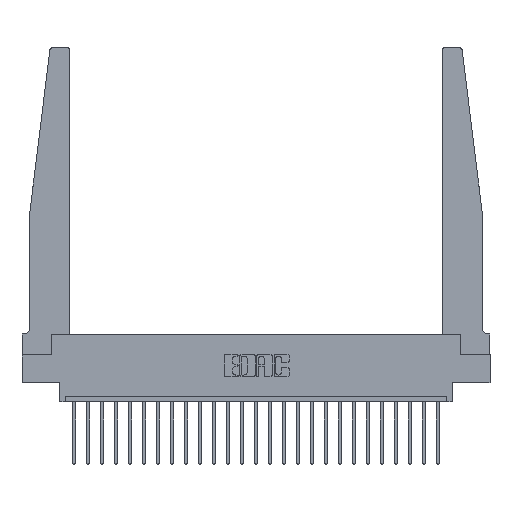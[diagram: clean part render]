
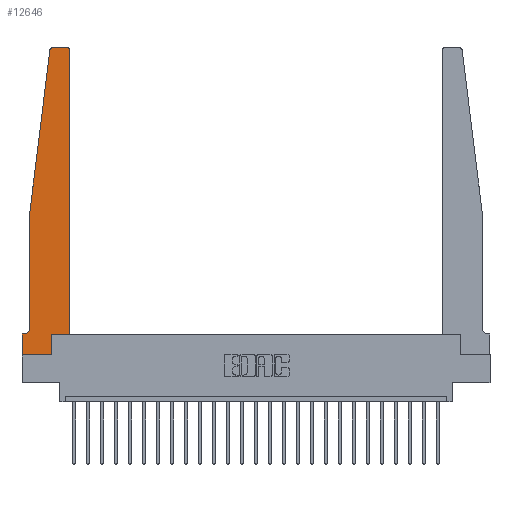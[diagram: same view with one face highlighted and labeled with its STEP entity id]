
A CAD part, top view. The second image highlights one B-rep face of the part: STEP entity #12646.
In plain terms, the highlighted planar face has unit normal (0, 0, 1).
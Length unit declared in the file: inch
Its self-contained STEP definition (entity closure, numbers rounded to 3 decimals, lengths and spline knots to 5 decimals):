
#57 = ORIENTED_EDGE ( 'NONE', *, *, #1888, .T. ) ;
#64 = ORIENTED_EDGE ( 'NONE', *, *, #19565, .T. ) ;
#447 = FACE_OUTER_BOUND ( 'NONE', #4581, .T. ) ;
#457 = CARTESIAN_POINT ( 'NONE',  ( 0., 0.1875, 0.37 ) ) ;
#794 = CARTESIAN_POINT ( 'NONE',  ( 0.065, 1.25, 0.37 ) ) ;
#1012 = AXIS2_PLACEMENT_3D ( 'NONE', #457, #18223, #7674 ) ;
#1024 = DIRECTION ( 'NONE',  ( -0.122, -0.992, 0. ) ) ;
#1161 = DIRECTION ( 'NONE',  ( 0., 1., 0. ) ) ;
#1187 = CARTESIAN_POINT ( 'NONE',  ( 0.27653, 2.75, 0.37 ) ) ;
#1286 = ORIENTED_EDGE ( 'NONE', *, *, #19604, .T. ) ;
#1357 = VECTOR ( 'NONE', #19263, 39.37008 ) ;
#1476 = VECTOR ( 'NONE', #13783, 39.37008 ) ;
#1530 = VERTEX_POINT ( 'NONE', #10672 ) ;
#1888 = EDGE_CURVE ( 'NONE', #18300, #1530, #2609, .T. ) ;
#2063 = VECTOR ( 'NONE', #17540, 39.37008 ) ;
#2097 = DIRECTION ( 'NONE',  ( 0., -1., 0. ) ) ;
#2159 = EDGE_CURVE ( 'NONE', #10789, #23164, #2637, .T. ) ;
#2609 = LINE ( 'NONE', #7068, #23184 ) ;
#2637 = LINE ( 'NONE', #19257, #2063 ) ;
#2808 = CARTESIAN_POINT ( 'NONE',  ( 0.2605, 0.18, 0.37 ) ) ;
#2951 = AXIS2_PLACEMENT_3D ( 'NONE', #4097, #5698, #16666 ) ;
#3208 = ORIENTED_EDGE ( 'NONE', *, *, #17554, .T. ) ;
#3610 = ORIENTED_EDGE ( 'NONE', *, *, #19090, .T. ) ;
#3954 = EDGE_CURVE ( 'NONE', #9043, #7391, #13455, .T. ) ;
#4097 = CARTESIAN_POINT ( 'NONE',  ( 0.395, 2.72, 0.37 ) ) ;
#4581 = EDGE_LOOP ( 'NONE', ( #11425, #3610, #5568, #8443, #3208, #64, #1286, #8203, #16850, #57, #6842, #17564 ) ) ;
#4613 = VERTEX_POINT ( 'NONE', #14678 ) ;
#5419 = CARTESIAN_POINT ( 'NONE',  ( 0.2605, 0.18, 0.37 ) ) ;
#5568 = ORIENTED_EDGE ( 'NONE', *, *, #21151, .T. ) ;
#5698 = DIRECTION ( 'NONE',  ( 0., 0., 1. ) ) ;
#5929 = DIRECTION ( 'NONE',  ( -1., 0., 0. ) ) ;
#6558 = LINE ( 'NONE', #9534, #21987 ) ;
#6689 = DIRECTION ( 'NONE',  ( 0., 0., -1. ) ) ;
#6842 = ORIENTED_EDGE ( 'NONE', *, *, #6882, .T. ) ;
#6882 = EDGE_CURVE ( 'NONE', #1530, #19023, #9556, .T. ) ;
#6919 = DIRECTION ( 'NONE',  ( -1., 0., 0. ) ) ;
#7068 = CARTESIAN_POINT ( 'NONE',  ( 0.425, 0.18, 0.37 ) ) ;
#7070 = AXIS2_PLACEMENT_3D ( 'NONE', #12559, #10557, #15933 ) ;
#7391 = VERTEX_POINT ( 'NONE', #1187 ) ;
#7539 = CARTESIAN_POINT ( 'NONE',  ( 0., 0., 0.37 ) ) ;
#7645 = CARTESIAN_POINT ( 'NONE',  ( 0.2605, 0., 0.37 ) ) ;
#7674 = DIRECTION ( 'NONE',  ( 1., 0., 0. ) ) ;
#7983 = AXIS2_PLACEMENT_3D ( 'NONE', #17883, #6689, #6919 ) ;
#8203 = ORIENTED_EDGE ( 'NONE', *, *, #2159, .T. ) ;
#8443 = ORIENTED_EDGE ( 'NONE', *, *, #23682, .T. ) ;
#9043 = VERTEX_POINT ( 'NONE', #15223 ) ;
#9334 = CARTESIAN_POINT ( 'NONE',  ( 0.065, 0.2375, 0.37 ) ) ;
#9534 = CARTESIAN_POINT ( 'NONE',  ( 0.065, 0.1875, 0.37 ) ) ;
#9556 = LINE ( 'NONE', #22997, #17017 ) ;
#9978 = VERTEX_POINT ( 'NONE', #22413 ) ;
#10181 = VECTOR ( 'NONE', #1024, 39.37008 ) ;
#10557 = DIRECTION ( 'NONE',  ( 0., 0., 1. ) ) ;
#10672 = CARTESIAN_POINT ( 'NONE',  ( 0.425, 0.18, 0.37 ) ) ;
#10765 = DIRECTION ( 'NONE',  ( 1., 0., 0. ) ) ;
#10789 = VERTEX_POINT ( 'NONE', #22738 ) ;
#10881 = PLANE ( 'NONE',  #1012 ) ;
#11425 = ORIENTED_EDGE ( 'NONE', *, *, #3954, .T. ) ;
#12559 = CARTESIAN_POINT ( 'NONE',  ( 0.27653, 2.72, 0.37 ) ) ;
#12646 = ADVANCED_FACE ( 'NONE', ( #447 ), #10881, .T. ) ;
#13455 = LINE ( 'NONE', #20619, #16585 ) ;
#13703 = CARTESIAN_POINT ( 'NONE',  ( 0.065, 1.25, 0.37 ) ) ;
#13783 = DIRECTION ( 'NONE',  ( 0., -1., 0. ) ) ;
#14096 = CARTESIAN_POINT ( 'NONE',  ( 0.015, 0.1875, 0.37 ) ) ;
#14313 = CIRCLE ( 'NONE', #7983, 0.05 ) ;
#14678 = CARTESIAN_POINT ( 'NONE',  ( 0.24675, 2.72367, 0.37 ) ) ;
#15223 = CARTESIAN_POINT ( 'NONE',  ( 0.395, 2.75, 0.37 ) ) ;
#15453 = CIRCLE ( 'NONE', #7070, 0.03 ) ;
#15524 = CARTESIAN_POINT ( 'NONE',  ( 0.425, 2.72, 0.37 ) ) ;
#15763 = EDGE_CURVE ( 'NONE', #19023, #9043, #19164, .T. ) ;
#15933 = DIRECTION ( 'NONE',  ( 1., 0., 0. ) ) ;
#16582 = LINE ( 'NONE', #7539, #17453 ) ;
#16585 = VECTOR ( 'NONE', #5929, 39.37008 ) ;
#16666 = DIRECTION ( 'NONE',  ( 1., 0., 0. ) ) ;
#16677 = DIRECTION ( 'NONE',  ( -1., 0., 0. ) ) ;
#16701 = LINE ( 'NONE', #794, #1476 ) ;
#16850 = ORIENTED_EDGE ( 'NONE', *, *, #19678, .T. ) ;
#17017 = VECTOR ( 'NONE', #1161, 39.37008 ) ;
#17360 = LINE ( 'NONE', #13703, #10181 ) ;
#17453 = VECTOR ( 'NONE', #2097, 39.37008 ) ;
#17540 = DIRECTION ( 'NONE',  ( 1., 0., 0. ) ) ;
#17554 = EDGE_CURVE ( 'NONE', #23224, #18593, #14313, .T. ) ;
#17564 = ORIENTED_EDGE ( 'NONE', *, *, #15763, .T. ) ;
#17742 = CARTESIAN_POINT ( 'NONE',  ( 0., 0.1875, 0.37 ) ) ;
#17883 = CARTESIAN_POINT ( 'NONE',  ( 0.015, 0.2375, 0.37 ) ) ;
#18117 = VERTEX_POINT ( 'NONE', #17742 ) ;
#18223 = DIRECTION ( 'NONE',  ( 0., 0., 1. ) ) ;
#18300 = VERTEX_POINT ( 'NONE', #5419 ) ;
#18593 = VERTEX_POINT ( 'NONE', #14096 ) ;
#19023 = VERTEX_POINT ( 'NONE', #15524 ) ;
#19090 = EDGE_CURVE ( 'NONE', #7391, #4613, #15453, .T. ) ;
#19164 = CIRCLE ( 'NONE', #2951, 0.03 ) ;
#19257 = CARTESIAN_POINT ( 'NONE',  ( 0., 0., 0.37 ) ) ;
#19263 = DIRECTION ( 'NONE',  ( 0., 1., 0. ) ) ;
#19565 = EDGE_CURVE ( 'NONE', #18593, #18117, #6558, .T. ) ;
#19604 = EDGE_CURVE ( 'NONE', #18117, #10789, #16582, .T. ) ;
#19678 = EDGE_CURVE ( 'NONE', #23164, #18300, #21393, .T. ) ;
#20619 = CARTESIAN_POINT ( 'NONE',  ( 0.25, 2.75, 0.37 ) ) ;
#21151 = EDGE_CURVE ( 'NONE', #4613, #9978, #17360, .T. ) ;
#21393 = LINE ( 'NONE', #2808, #1357 ) ;
#21987 = VECTOR ( 'NONE', #16677, 39.37008 ) ;
#22413 = CARTESIAN_POINT ( 'NONE',  ( 0.065, 1.25, 0.37 ) ) ;
#22738 = CARTESIAN_POINT ( 'NONE',  ( 0., 0., 0.37 ) ) ;
#22997 = CARTESIAN_POINT ( 'NONE',  ( 0.425, 0.18, 0.37 ) ) ;
#23164 = VERTEX_POINT ( 'NONE', #7645 ) ;
#23184 = VECTOR ( 'NONE', #10765, 39.37008 ) ;
#23224 = VERTEX_POINT ( 'NONE', #9334 ) ;
#23682 = EDGE_CURVE ( 'NONE', #9978, #23224, #16701, .T. ) ;
